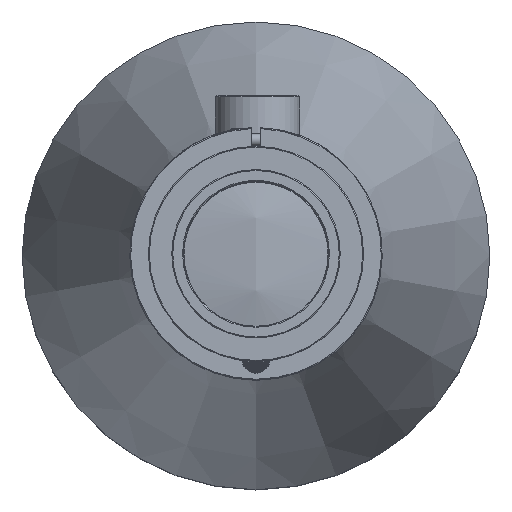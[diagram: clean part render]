
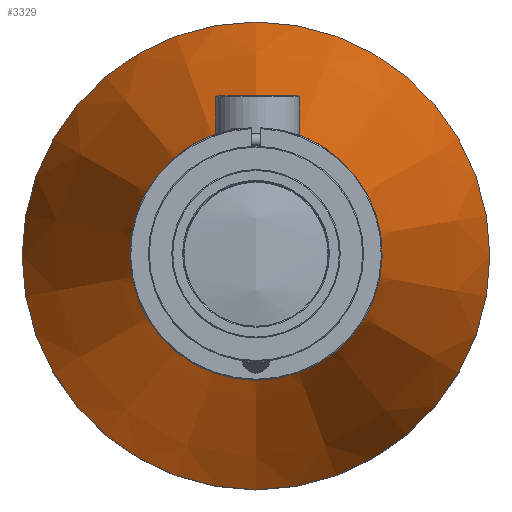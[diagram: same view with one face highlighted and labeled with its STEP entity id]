
A CAD part, top view. The second image highlights one B-rep face of the part: STEP entity #3329.
In plain terms, the highlighted conical face has half-angle 17.29 degrees and reference radius 50 mm.
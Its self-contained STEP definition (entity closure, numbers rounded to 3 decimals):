
#770=CONICAL_SURFACE('',#23112,50.,17.29);
#2439=FACE_BOUND('',#6264,.T.);
#2440=FACE_BOUND('',#6265,.T.);
#3329=ADVANCED_FACE('',(#2439,#2440),#770,.T.);
#6264=EDGE_LOOP('',(#10633));
#6265=EDGE_LOOP('',(#10634));
#7878=CIRCLE('',#23109,50.);
#7879=CIRCLE('',#23111,23.);
#10633=ORIENTED_EDGE('',*,*,#17686,.T.);
#10634=ORIENTED_EDGE('',*,*,#17685,.F.);
#15230=VERTEX_POINT('',#41308);
#15231=VERTEX_POINT('',#41311);
#17685=EDGE_CURVE('',#15230,#15230,#7878,.T.);
#17686=EDGE_CURVE('',#15231,#15231,#7879,.T.);
#23109=AXIS2_PLACEMENT_3D('',#41307,#26687,#26688);
#23111=AXIS2_PLACEMENT_3D('',#41310,#26691,#26692);
#23112=AXIS2_PLACEMENT_3D('',#41312,#26693,#26694);
#26687=DIRECTION('',(0.,0.,-1.));
#26688=DIRECTION('',(0.,1.,0.));
#26691=DIRECTION('',(0.,0.,-1.));
#26692=DIRECTION('',(0.,1.,0.));
#26693=DIRECTION('',(0.,0.,-1.));
#26694=DIRECTION('',(0.,1.,0.));
#41307=CARTESIAN_POINT('',(0.,0.,4.158));
#41308=CARTESIAN_POINT('',(0.,50.,4.158));
#41310=CARTESIAN_POINT('',(0.,0.,90.897));
#41311=CARTESIAN_POINT('',(0.,23.,90.897));
#41312=CARTESIAN_POINT('',(0.,0.,4.158));
